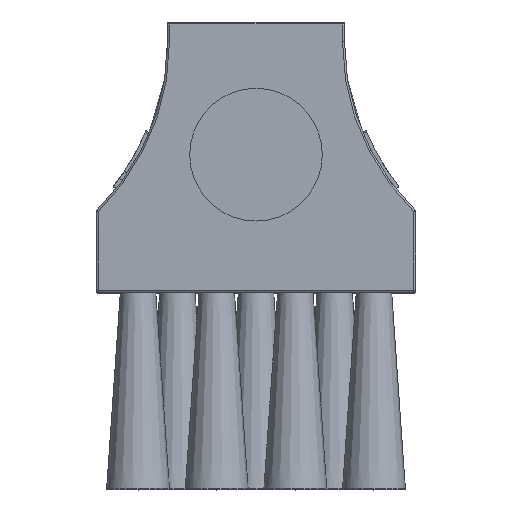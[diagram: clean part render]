
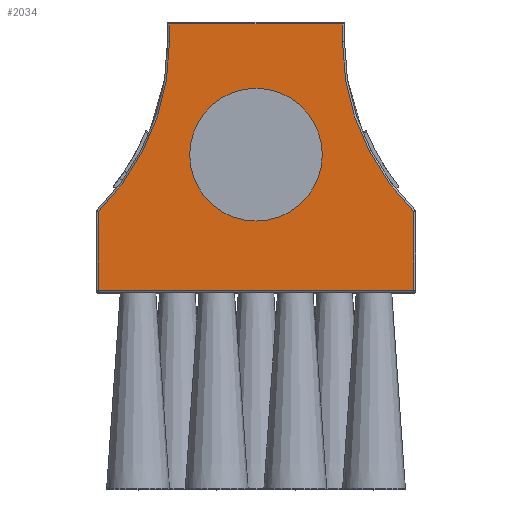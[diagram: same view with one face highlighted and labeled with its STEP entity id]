
A CAD part, top view. The second image highlights one B-rep face of the part: STEP entity #2034.
In plain terms, the highlighted planar face has unit normal (0, 0, 1).
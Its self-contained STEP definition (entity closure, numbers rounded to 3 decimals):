
#482=CARTESIAN_POINT('',(8.8,-0.2,67.5));
#483=VERTEX_POINT('',#482);
#517=CARTESIAN_POINT('',(8.8,-2.,67.5));
#518=VERTEX_POINT('',#517);
#526=CARTESIAN_POINT('',(16.05,-19.272,67.5));
#527=VERTEX_POINT('',#526);
#528=CARTESIAN_POINT('',(33.,-2.,67.5));
#529=DIRECTION('',(0.0,0.0,1.));
#530=DIRECTION('',(-0.921,-0.389,0.0));
#531=AXIS2_PLACEMENT_3D('',#528,#529,#530);
#532=CIRCLE('',#531,24.2);
#533=EDGE_CURVE('',#518,#527,#532,.T.);
#602=CARTESIAN_POINT('',(-8.8,-0.2,67.5));
#603=VERTEX_POINT('',#602);
#724=CARTESIAN_POINT('',(16.05,-27.3,67.5));
#725=VERTEX_POINT('',#724);
#757=CARTESIAN_POINT('',(-16.05,-27.3,67.5));
#758=VERTEX_POINT('',#757);
#1034=CARTESIAN_POINT('',(16.05,-27.3,67.5));
#1035=DIRECTION('',(-1.0,0.0,0.0));
#1036=VECTOR('',#1035,32.1);
#1037=LINE('',#1034,#1036);
#1038=EDGE_CURVE('',#725,#758,#1037,.T.);
#1057=CARTESIAN_POINT('',(-16.05,-19.272,67.5));
#1058=VERTEX_POINT('',#1057);
#1059=CARTESIAN_POINT('',(-16.05,-27.3,67.5));
#1060=DIRECTION('',(0.0,1.0,0.0));
#1061=VECTOR('',#1060,8.028);
#1062=LINE('',#1059,#1061);
#1063=EDGE_CURVE('',#758,#1058,#1062,.T.);
#1112=CARTESIAN_POINT('',(16.05,-19.272,67.5));
#1113=DIRECTION('',(0.0,-1.0,0.0));
#1114=VECTOR('',#1113,8.028);
#1115=LINE('',#1112,#1114);
#1116=EDGE_CURVE('',#527,#725,#1115,.T.);
#1134=CARTESIAN_POINT('',(-8.8,-2.,67.5));
#1135=VERTEX_POINT('',#1134);
#1153=CARTESIAN_POINT('',(-33.,-2.,67.5));
#1154=DIRECTION('',(0.0,0.0,1.0));
#1155=DIRECTION('',(0.921,-0.389,0.0));
#1156=AXIS2_PLACEMENT_3D('',#1153,#1154,#1155);
#1157=CIRCLE('',#1156,24.2);
#1158=EDGE_CURVE('',#1058,#1135,#1157,.T.);
#1232=CARTESIAN_POINT('',(-8.8,-2.,67.5));
#1233=DIRECTION('',(0.0,1.0,0.0));
#1234=VECTOR('',#1233,1.8);
#1235=LINE('',#1232,#1234);
#1236=EDGE_CURVE('',#1135,#603,#1235,.T.);
#1249=CARTESIAN_POINT('',(-8.8,-0.2,67.5));
#1250=DIRECTION('',(1.0,0.0,0.0));
#1251=VECTOR('',#1250,17.6);
#1252=LINE('',#1249,#1251);
#1253=EDGE_CURVE('',#603,#483,#1252,.T.);
#1288=CARTESIAN_POINT('',(8.8,-0.2,67.5));
#1289=DIRECTION('',(0.0,-1.0,0.0));
#1290=VECTOR('',#1289,1.8);
#1291=LINE('',#1288,#1290);
#1292=EDGE_CURVE('',#483,#518,#1291,.T.);
#2008=CARTESIAN_POINT('',(0.,-15.612,67.5));
#2009=DIRECTION('',(0.0,0.0,1.0));
#2010=DIRECTION('',(1.0,0.0,0.0));
#2011=AXIS2_PLACEMENT_3D('',#2008,#2009,#2010);
#2012=PLANE('',#2011);
#2013=ORIENTED_EDGE('',*,*,#1038,.F.);
#2014=ORIENTED_EDGE('',*,*,#1116,.F.);
#2015=ORIENTED_EDGE('',*,*,#533,.F.);
#2016=ORIENTED_EDGE('',*,*,#1292,.F.);
#2017=ORIENTED_EDGE('',*,*,#1253,.F.);
#2018=ORIENTED_EDGE('',*,*,#1236,.F.);
#2019=ORIENTED_EDGE('',*,*,#1158,.F.);
#2020=ORIENTED_EDGE('',*,*,#1063,.F.);
#2021=EDGE_LOOP('',(#2013,#2014,#2015,#2016,#2017,#2018,#2019,#2020));
#2022=FACE_OUTER_BOUND('',#2021,.T.);
#2023=CARTESIAN_POINT('',(6.75,-13.5,67.5));
#2024=VERTEX_POINT('',#2023);
#2025=CARTESIAN_POINT('',(0.,-13.5,67.5));
#2026=DIRECTION('',(0.0,0.0,-1.0));
#2027=DIRECTION('',(1.0,0.0,0.0));
#2028=AXIS2_PLACEMENT_3D('',#2025,#2026,#2027);
#2029=CIRCLE('',#2028,6.75);
#2030=EDGE_CURVE('',#2024,#2024,#2029,.T.);
#2031=ORIENTED_EDGE('',*,*,#2030,.T.);
#2032=EDGE_LOOP('',(#2031));
#2033=FACE_BOUND('',#2032,.T.);
#2034=ADVANCED_FACE('',(#2022,#2033),#2012,.T.);
